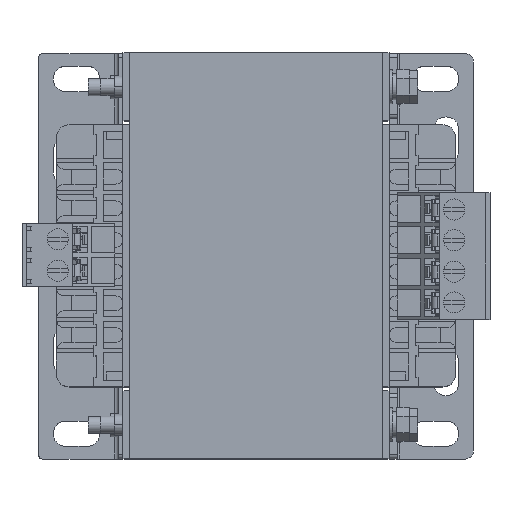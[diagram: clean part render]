
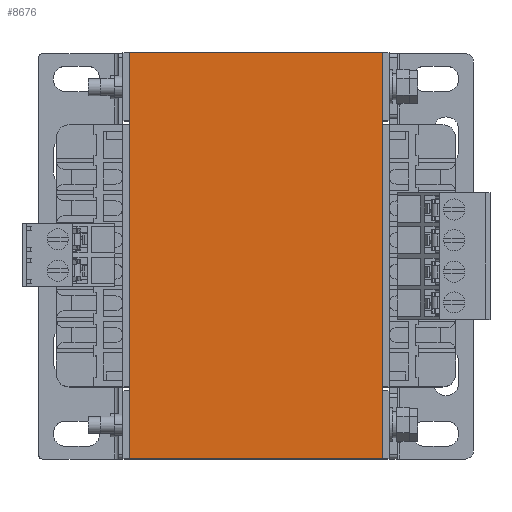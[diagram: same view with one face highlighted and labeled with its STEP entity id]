
A CAD part, top view. The second image highlights one B-rep face of the part: STEP entity #8676.
In plain terms, the highlighted planar face has unit normal (0, 0, -1).
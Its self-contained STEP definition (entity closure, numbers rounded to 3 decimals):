
#1375=DIRECTION('',(0.,-1.,0.));
#1376=VECTOR('',#1375,62.);
#1377=CARTESIAN_POINT('',(30.,31.,31.));
#1378=LINE('',#1377,#1376);
#1379=DIRECTION('',(0.,-1.,0.));
#1380=VECTOR('',#1379,17.);
#1381=CARTESIAN_POINT('',(30.,48.,31.));
#1382=LINE('',#1381,#1380);
#1383=DIRECTION('',(0.,1.,0.));
#1384=VECTOR('',#1383,17.);
#1385=CARTESIAN_POINT('',(-30.,31.,31.));
#1386=LINE('',#1385,#1384);
#1387=DIRECTION('',(0.,1.,0.));
#1388=VECTOR('',#1387,62.);
#1389=CARTESIAN_POINT('',(-30.,-31.,31.));
#1390=LINE('',#1389,#1388);
#1391=DIRECTION('',(0.,1.,0.));
#1392=VECTOR('',#1391,17.);
#1393=CARTESIAN_POINT('',(-30.,-48.,31.));
#1394=LINE('',#1393,#1392);
#1395=DIRECTION('',(0.,-1.,0.));
#1396=VECTOR('',#1395,17.);
#1397=CARTESIAN_POINT('',(30.,-31.,31.));
#1398=LINE('',#1397,#1396);
#1403=DIRECTION('',(1.,0.,0.));
#1404=VECTOR('',#1403,60.);
#1405=CARTESIAN_POINT('',(-30.,48.,31.));
#1406=LINE('',#1405,#1404);
#1435=DIRECTION('',(-1.,0.,0.));
#1436=VECTOR('',#1435,60.);
#1437=CARTESIAN_POINT('',(30.,-48.,31.));
#1438=LINE('',#1437,#1436);
#5346=CARTESIAN_POINT('',(-30.,31.,31.));
#5347=VERTEX_POINT('',#5346);
#5348=CARTESIAN_POINT('',(-30.,48.,31.));
#5349=VERTEX_POINT('',#5348);
#5354=CARTESIAN_POINT('',(-30.,-48.,31.));
#5355=VERTEX_POINT('',#5354);
#5356=CARTESIAN_POINT('',(-30.,-31.,31.));
#5357=VERTEX_POINT('',#5356);
#5438=CARTESIAN_POINT('',(30.,31.,31.));
#5439=VERTEX_POINT('',#5438);
#5440=CARTESIAN_POINT('',(30.,48.,31.));
#5441=VERTEX_POINT('',#5440);
#5446=CARTESIAN_POINT('',(30.,-48.,31.));
#5447=VERTEX_POINT('',#5446);
#5448=CARTESIAN_POINT('',(30.,-31.,31.));
#5449=VERTEX_POINT('',#5448);
#8658=CARTESIAN_POINT('',(0.,0.,31.));
#8659=DIRECTION('',(0.,0.,1.));
#8660=DIRECTION('',(0.,-1.,0.));
#8661=AXIS2_PLACEMENT_3D('',#8658,#8659,#8660);
#8662=PLANE('',#8661);
#8663=ORIENTED_EDGE('',*,*,#8648,.F.);
#8664=ORIENTED_EDGE('',*,*,#6863,.F.);
#8666=ORIENTED_EDGE('',*,*,#8665,.F.);
#8667=ORIENTED_EDGE('',*,*,#7520,.F.);
#8669=ORIENTED_EDGE('',*,*,#8668,.F.);
#8670=ORIENTED_EDGE('',*,*,#7528,.F.);
#8672=ORIENTED_EDGE('',*,*,#8671,.F.);
#8673=ORIENTED_EDGE('',*,*,#6855,.F.);
#8674=EDGE_LOOP('',(#8663,#8664,#8666,#8667,#8669,#8670,#8672,#8673));
#8675=FACE_OUTER_BOUND('',#8674,.F.);
#8676=ADVANCED_FACE('',(#8675),#8662,.F.);
#6855=EDGE_CURVE('',#5449,#5447,#1398,.T.);
#6863=EDGE_CURVE('',#5441,#5439,#1382,.T.);
#7520=EDGE_CURVE('',#5347,#5349,#1386,.T.);
#7528=EDGE_CURVE('',#5355,#5357,#1394,.T.);
#8648=EDGE_CURVE('',#5439,#5449,#1378,.T.);
#8665=EDGE_CURVE('',#5349,#5441,#1406,.T.);
#8668=EDGE_CURVE('',#5357,#5347,#1390,.T.);
#8671=EDGE_CURVE('',#5447,#5355,#1438,.T.);
